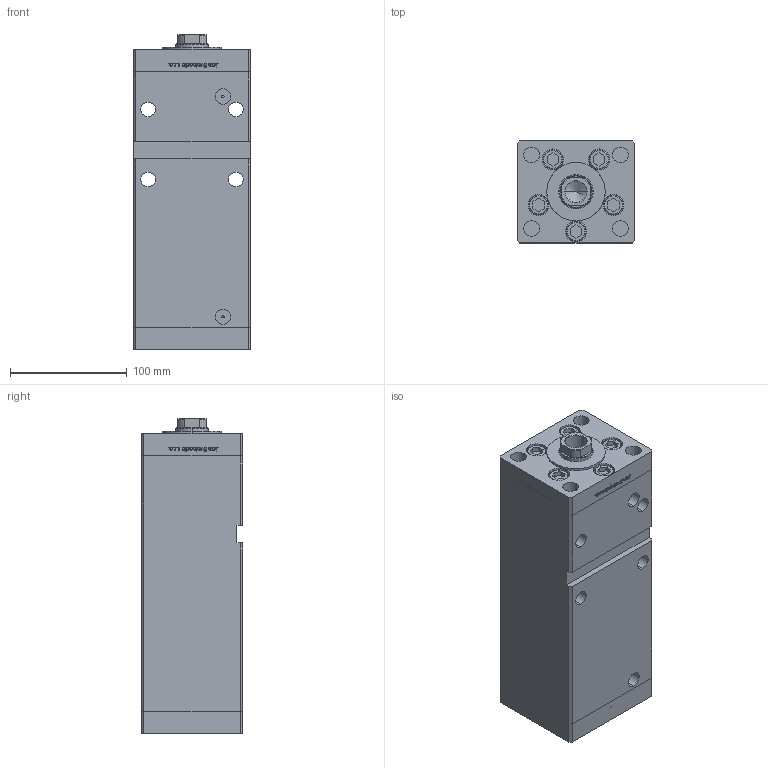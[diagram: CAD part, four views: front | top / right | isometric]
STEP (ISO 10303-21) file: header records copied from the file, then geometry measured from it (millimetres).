
FILE_DESCRIPTION (( 'STEP AP203' ), '1' );
FILE_NAME ('ca12.STEP', '2024-01-08T23:25:32', ( '' ), ( '' ), 'SwSTEP 2.0', 'SolidWorks 2019', '' );
FILE_SCHEMA (( 'CONFIG_CONTROL_DESIGN' ));
Length unit declared in the file: millimetre
Products named in the file (6): V220C_VC_E fc643bccbcf244bce8a9dbb5c8421e1e; ALLEN BOLT fc643bccbcf244bce8a9dbb5c8421e1e; V220C_FRONT_E fc643bccbcf244bce8a9dbb5c8421e1e; ca12; V220C BACK_E fc643bccbcf244bce8a9dbb5c8421e1e; V220C_E MIDDLE fc643bccbcf244bce8a9dbb5c8421e1e
Assembly tree (14 placements, depth 2):
  ca12
    V220C BACK_E fc643bccbcf244bce8a9dbb5c8421e1e
    V220C_E MIDDLE fc643bccbcf244bce8a9dbb5c8421e1e
    V220C_FRONT_E fc643bccbcf244bce8a9dbb5c8421e1e
    ALLEN BOLT fc643bccbcf244bce8a9dbb5c8421e1e  x10
    V220C_VC_E fc643bccbcf244bce8a9dbb5c8421e1e
Bounding box: 100 x 87 x 269.5 mm (x, y, z)
Volume: 1865453.4 mm3; surface area: 265777.6 mm2
Topology: 14 solids, 14 shells, 1214 faces, 3042 edges, 1994 vertices
Faces by surface type: bspline 484, plane 475, cylinder 165, cone 46, torus 44
Entity records: 53172 total; most frequent: CARTESIAN_POINT 30410, ORIENTED_EDGE 5252, DIRECTION 3036, EDGE_CURVE 2626, VERTEX_POINT 1742, LINE 1356, VECTOR 1356, EDGE_LOOP 1188
